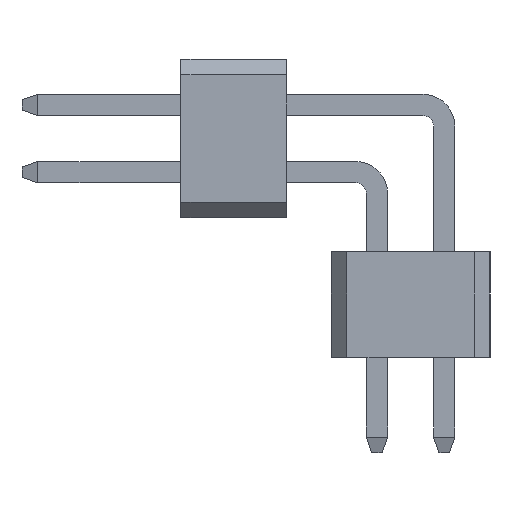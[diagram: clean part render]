
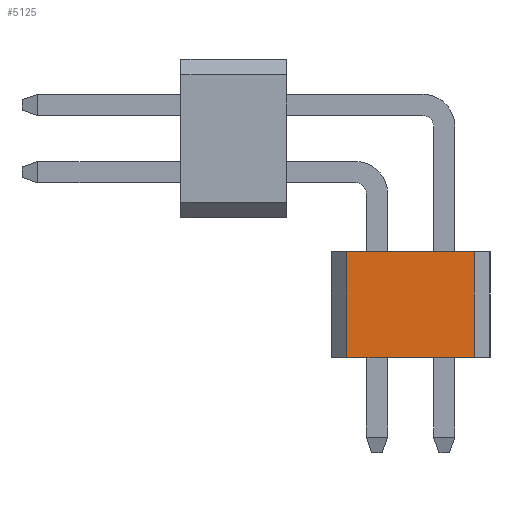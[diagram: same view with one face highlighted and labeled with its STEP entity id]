
A CAD part, left-side view. The second image highlights one B-rep face of the part: STEP entity #5125.
In plain terms, the highlighted planar face has unit normal (-1, 0, 0).
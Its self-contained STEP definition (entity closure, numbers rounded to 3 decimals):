
#565=CARTESIAN_POINT('',(-0.635,-3.535,-4.135));
#566=VERTEX_POINT('',#565);
#573=CARTESIAN_POINT('',(-0.635,-1.135,-4.135));
#574=VERTEX_POINT('',#573);
#575=CARTESIAN_POINT('',(-0.635,-3.535,-4.135));
#576=DIRECTION('',(0.,1.,0.));
#577=VECTOR('',#576,2.4);
#578=LINE('',#575,#577);
#579=EDGE_CURVE('',#566,#574,#578,.T.);
#1594=CARTESIAN_POINT('',(-0.635,-1.135,-2.135));
#1595=VERTEX_POINT('',#1594);
#1602=CARTESIAN_POINT('',(-0.635,-3.535,-2.135));
#1603=VERTEX_POINT('',#1602);
#1604=CARTESIAN_POINT('',(-0.635,-1.135,-2.135));
#1605=DIRECTION('',(0.,-1.,0.));
#1606=VECTOR('',#1605,2.4);
#1607=LINE('',#1604,#1606);
#1608=EDGE_CURVE('',#1595,#1603,#1607,.T.);
#5099=CARTESIAN_POINT('',(-0.635,-1.135,-4.135));
#5100=DIRECTION('',(0.,0.,1.));
#5101=VECTOR('',#5100,2.);
#5102=LINE('',#5099,#5101);
#5103=EDGE_CURVE('',#574,#1595,#5102,.T.);
#5109=CARTESIAN_POINT('',(-0.635,-0.835,-4.135));
#5110=DIRECTION('',(0.,-1.,0.));
#5111=DIRECTION('',(-1.,0.,0.));
#5112=AXIS2_PLACEMENT_3D('',#5109,#5111,#5110);
#5113=PLANE('',#5112);
#5114=ORIENTED_EDGE('',*,*,#579,.F.);
#5115=CARTESIAN_POINT('',(-0.635,-3.535,-4.135));
#5116=DIRECTION('',(0.,0.,1.));
#5117=VECTOR('',#5116,2.);
#5118=LINE('',#5115,#5117);
#5119=EDGE_CURVE('',#566,#1603,#5118,.T.);
#5120=ORIENTED_EDGE('',*,*,#5119,.T.);
#5121=ORIENTED_EDGE('',*,*,#1608,.F.);
#5122=ORIENTED_EDGE('',*,*,#5103,.F.);
#5123=EDGE_LOOP('',(#5114,#5120,#5121,#5122));
#5124=FACE_OUTER_BOUND('',#5123,.T.);
#5125=ADVANCED_FACE('',(#5124),#5113,.T.);
